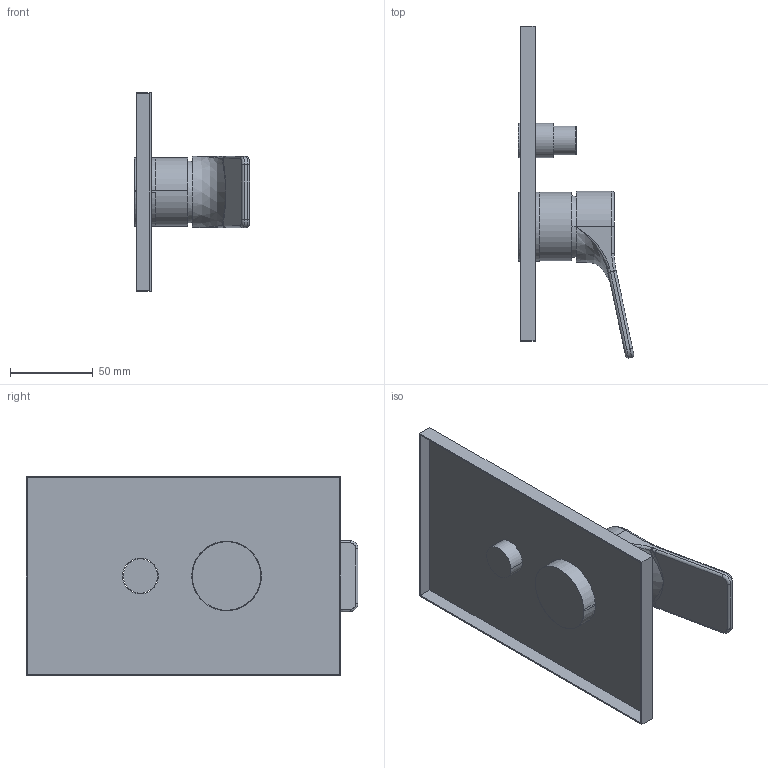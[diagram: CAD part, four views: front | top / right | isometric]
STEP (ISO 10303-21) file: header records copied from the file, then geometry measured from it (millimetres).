
FILE_DESCRIPTION (( 'STEP AP214' ), '1' );
FILE_NAME ('34188.STEP', '2024-02-08T14:02:53', ( '' ), ( '' ), 'SwSTEP 2.0', 'SolidWorks 2018', '' );
FILE_SCHEMA (( 'AUTOMOTIVE_DESIGN' ));
Length unit declared in the file: millimetre
Products named in the file (24): cappuccio minimalista; 100918934_F; prova leva; 95900_F; 100918917_F; UNI BOX II_F_xx188; 100918918_F; 100918916_F; 100918943_F; contenitore cart. diam.35; 1035-20_F_LEMBI TAGLIATI; xx188_F; 100918919_F; 1072_F; 100918925_F; piastra 20188; 1037-20_F_LEMBI TAGLIATI; 34188; 100918914_F; 01009189815_F; 1036-20_F_LEMBI TAGLIATI; 1073_F; Scatola versione 11(ultima versione)_F
Assembly tree (7 placements, depth 3):
  100918934_F
  95900_F
  100918917_F
  100918918_F
  100918916_F
Bounding box: 69.73 x 200.27 x 120 mm (x, y, z)
Volume: 130059.3 mm3; surface area: 89186.2 mm2
Topology: 6 solids, 6 shells, 173 faces, 389 edges, 231 vertices
Faces by surface type: plane 68, cylinder 59, torus 25, bspline 15, sphere 4, cone 2
Entity records: 6736 total; most frequent: CARTESIAN_POINT 2314, DIRECTION 842, ORIENTED_EDGE 762, EDGE_CURVE 381, AXIS2_PLACEMENT_3D 333, VERTEX_POINT 231, EDGE_LOOP 188, VECTOR 176
